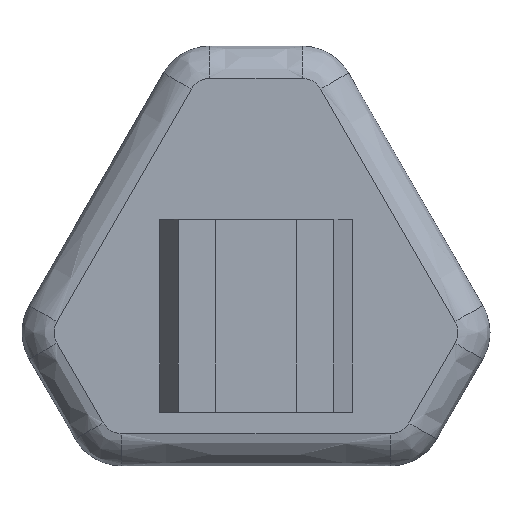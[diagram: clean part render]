
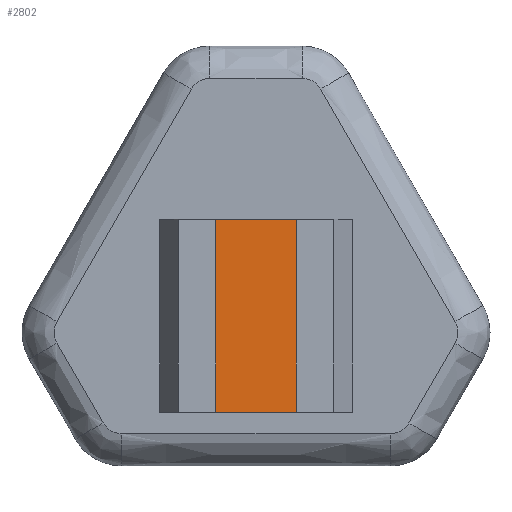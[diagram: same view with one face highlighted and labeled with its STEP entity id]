
A CAD part, front view. The second image highlights one B-rep face of the part: STEP entity #2802.
In plain terms, the highlighted planar face has unit normal (0, -1, 0).
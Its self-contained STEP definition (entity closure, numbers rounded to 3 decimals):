
#132 = EDGE_LOOP ( 'NONE', ( #460, #473, #640, #577 ) ) ;
#159 = CARTESIAN_POINT ( 'NONE',  ( 5.385, -0.2, 5.8 ) ) ;
#417 = LINE ( 'NONE', #159, #2915 ) ;
#460 = ORIENTED_EDGE ( 'NONE', *, *, #1783, .F. ) ;
#473 = ORIENTED_EDGE ( 'NONE', *, *, #720, .F. ) ;
#577 = ORIENTED_EDGE ( 'NONE', *, *, #1565, .T. ) ;
#617 = DIRECTION ( 'NONE',  ( -1., 0., 0. ) ) ;
#631 = CARTESIAN_POINT ( 'NONE',  ( 5.385, -0.2, 5.8 ) ) ;
#640 = ORIENTED_EDGE ( 'NONE', *, *, #2174, .T. ) ;
#720 = EDGE_CURVE ( 'NONE', #2994, #2207, #417, .T. ) ;
#771 = DIRECTION ( 'NONE',  ( 0., 0., -1. ) ) ;
#895 = CARTESIAN_POINT ( 'NONE',  ( 5.385, -0.2, 5.8 ) ) ;
#898 = CARTESIAN_POINT ( 'NONE',  ( 5.385, -0.2, 5.8 ) ) ;
#1200 = FACE_OUTER_BOUND ( 'NONE', #132, .T. ) ;
#1378 = LINE ( 'NONE', #2271, #2719 ) ;
#1439 = DIRECTION ( 'NONE',  ( 0., 0., -1. ) ) ;
#1514 = LINE ( 'NONE', #3189, #3606 ) ;
#1565 = EDGE_CURVE ( 'NONE', #3333, #3225, #1378, .T. ) ;
#1582 = VECTOR ( 'NONE', #617, 1000. ) ;
#1690 = CARTESIAN_POINT ( 'NONE',  ( -5.385, -0.2, -12.2 ) ) ;
#1753 = CARTESIAN_POINT ( 'NONE',  ( -5.385, -0.2, 5.8 ) ) ;
#1783 = EDGE_CURVE ( 'NONE', #2207, #3225, #1514, .T. ) ;
#1785 = DIRECTION ( 'NONE',  ( -1., 0., 0. ) ) ;
#1804 = PLANE ( 'NONE',  #2880 ) ;
#2174 = EDGE_CURVE ( 'NONE', #2994, #3333, #2547, .T. ) ;
#2207 = VERTEX_POINT ( 'NONE', #3366 ) ;
#2271 = CARTESIAN_POINT ( 'NONE',  ( -5.385, -0.2, 5.8 ) ) ;
#2349 = DIRECTION ( 'NONE',  ( 0., -1., 0. ) ) ;
#2547 = LINE ( 'NONE', #895, #1582 ) ;
#2719 = VECTOR ( 'NONE', #1439, 1000. ) ;
#2802 = ADVANCED_FACE ( 'NONE', ( #1200 ), #1804, .T. ) ;
#2880 = AXIS2_PLACEMENT_3D ( 'NONE', #631, #2349, #3513 ) ;
#2915 = VECTOR ( 'NONE', #771, 1000. ) ;
#2994 = VERTEX_POINT ( 'NONE', #898 ) ;
#3189 = CARTESIAN_POINT ( 'NONE',  ( 5.385, -0.2, -12.2 ) ) ;
#3225 = VERTEX_POINT ( 'NONE', #1690 ) ;
#3333 = VERTEX_POINT ( 'NONE', #1753 ) ;
#3366 = CARTESIAN_POINT ( 'NONE',  ( 5.385, -0.2, -12.2 ) ) ;
#3513 = DIRECTION ( 'NONE',  ( 1., 0., 0. ) ) ;
#3606 = VECTOR ( 'NONE', #1785, 1000. ) ;
